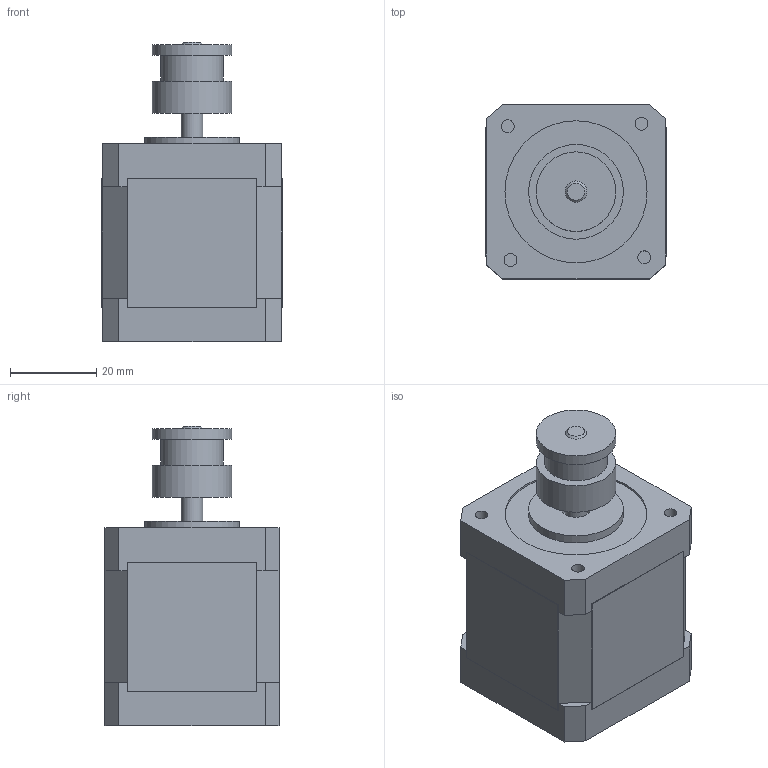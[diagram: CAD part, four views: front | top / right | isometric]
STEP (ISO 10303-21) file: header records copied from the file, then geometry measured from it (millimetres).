
FILE_DESCRIPTION(('FreeCAD Model'),'2;1');
FILE_NAME('stepper_timing-gear.step','2019-06-22T18:14:17',(''),(''), 'Open CASCADE STEP processor 7.3','FreeCAD','Unknown');
FILE_SCHEMA(('AUTOMOTIVE_DESIGN { 1 0 10303 214 1 1 1 1 }'));
Length unit declared in the file: millimetre
Products named in the file (1): stepper_timing-gear
Bounding box: 41.86 x 40.63 x 69.5 mm (x, y, z)
Volume: 79418.7 mm3; surface area: 12851.7 mm2
Topology: 1 solids, 1 shells, 87 faces, 186 edges, 119 vertices
Faces by surface type: plane 68, cylinder 17, cone 2
Full cylindrical faces by diameter (mm): 3 x4, 5 x2, 5.6 x4, 6.5 x1, 7 x1, 14.5 x1, 18.5 x2, 22 x1, 33 x1
Entity records: 5373 total; most frequent: CARTESIAN_POINT 795, DIRECTION 768, LINE 481, VECTOR 481, ORIENTED_EDGE 372, PCURVE 372, DEFINITIONAL_REPRESENTATION 372, EDGE_CURVE 186
